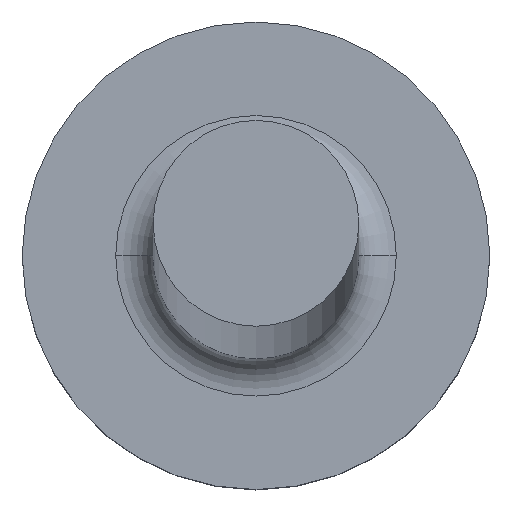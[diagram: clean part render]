
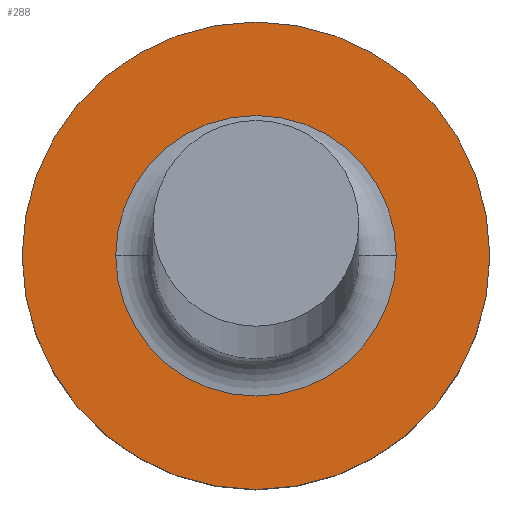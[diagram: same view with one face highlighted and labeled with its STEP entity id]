
A CAD part, top view. The second image highlights one B-rep face of the part: STEP entity #288.
In plain terms, the highlighted planar face has unit normal (0, 0, 1).
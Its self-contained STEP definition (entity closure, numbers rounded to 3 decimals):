
#6 = AXIS2_PLACEMENT_3D ( 'NONE', #26, #45, #41 ) ;
#8 = DIRECTION ( 'NONE',  ( 1., 0., 0. ) ) ;
#10 = CARTESIAN_POINT ( 'NONE',  ( 0., 0., 1.2 ) ) ;
#17 = DIRECTION ( 'NONE',  ( 1., 0., 0. ) ) ;
#19 = EDGE_CURVE ( 'NONE', #259, #185, #220, .T. ) ;
#23 = CARTESIAN_POINT ( 'NONE',  ( 0., 0., 1.2 ) ) ;
#26 = CARTESIAN_POINT ( 'NONE',  ( 0., 0., 1.2 ) ) ;
#41 = DIRECTION ( 'NONE',  ( 1., 0., 0. ) ) ;
#43 = EDGE_CURVE ( 'NONE', #185, #259, #152, .T. ) ;
#45 = DIRECTION ( 'NONE',  ( 0., 0., -1. ) ) ;
#50 = FACE_BOUND ( 'NONE', #238, .T. ) ;
#85 = CARTESIAN_POINT ( 'NONE',  ( -1.25, 0., 1.2 ) ) ;
#98 = VERTEX_POINT ( 'NONE', #85 ) ;
#99 = DIRECTION ( 'NONE',  ( 0., 0., 1. ) ) ;
#103 = AXIS2_PLACEMENT_3D ( 'NONE', #114, #99, #17 ) ;
#106 = AXIS2_PLACEMENT_3D ( 'NONE', #189, #162, #217 ) ;
#114 = CARTESIAN_POINT ( 'NONE',  ( 0., 0., 1.2 ) ) ;
#141 = EDGE_LOOP ( 'NONE', ( #218, #153 ) ) ;
#142 = FACE_OUTER_BOUND ( 'NONE', #141, .T. ) ;
#152 = CIRCLE ( 'NONE', #6, 0.75 ) ;
#153 = ORIENTED_EDGE ( 'NONE', *, *, #263, .T. ) ;
#157 = DIRECTION ( 'NONE',  ( 1., 0., 0. ) ) ;
#159 = VERTEX_POINT ( 'NONE', #231 ) ;
#162 = DIRECTION ( 'NONE',  ( 0., 0., 1. ) ) ;
#185 = VERTEX_POINT ( 'NONE', #227 ) ;
#186 = DIRECTION ( 'NONE',  ( 0., 0., 1. ) ) ;
#189 = CARTESIAN_POINT ( 'NONE',  ( 0., 0., 1.2 ) ) ;
#206 = DIRECTION ( 'NONE',  ( 0., 0., -1. ) ) ;
#216 = CIRCLE ( 'NONE', #106, 1.25 ) ;
#217 = DIRECTION ( 'NONE',  ( 1., 0., 0. ) ) ;
#218 = ORIENTED_EDGE ( 'NONE', *, *, #237, .T. ) ;
#220 = CIRCLE ( 'NONE', #297, 0.75 ) ;
#227 = CARTESIAN_POINT ( 'NONE',  ( 0.75, 0., 1.2 ) ) ;
#231 = CARTESIAN_POINT ( 'NONE',  ( 1.25, 0., 1.2 ) ) ;
#232 = ORIENTED_EDGE ( 'NONE', *, *, #43, .T. ) ;
#233 = CIRCLE ( 'NONE', #103, 1.25 ) ;
#236 = PLANE ( 'NONE',  #277 ) ;
#237 = EDGE_CURVE ( 'NONE', #98, #159, #216, .T. ) ;
#238 = EDGE_LOOP ( 'NONE', ( #232, #261 ) ) ;
#259 = VERTEX_POINT ( 'NONE', #267 ) ;
#261 = ORIENTED_EDGE ( 'NONE', *, *, #19, .T. ) ;
#263 = EDGE_CURVE ( 'NONE', #159, #98, #233, .T. ) ;
#267 = CARTESIAN_POINT ( 'NONE',  ( -0.75, 0., 1.2 ) ) ;
#277 = AXIS2_PLACEMENT_3D ( 'NONE', #10, #186, #8 ) ;
#288 = ADVANCED_FACE ( 'NONE', ( #50, #142 ), #236, .T. ) ;
#297 = AXIS2_PLACEMENT_3D ( 'NONE', #23, #206, #157 ) ;
